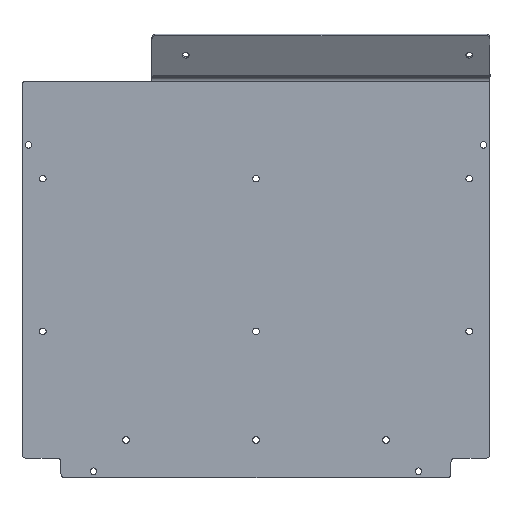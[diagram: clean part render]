
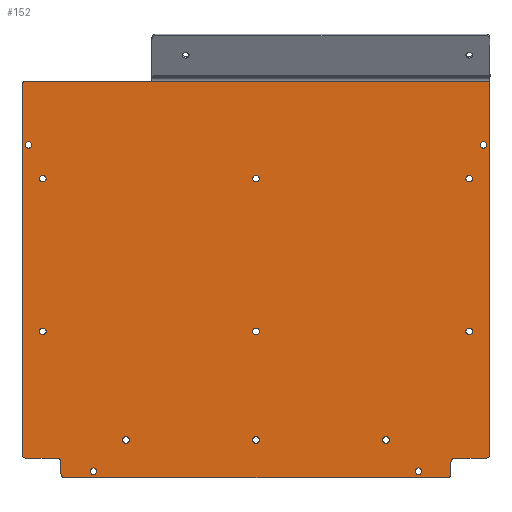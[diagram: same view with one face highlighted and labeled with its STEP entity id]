
A CAD part, top view. The second image highlights one B-rep face of the part: STEP entity #152.
In plain terms, the highlighted planar face has unit normal (0, 0, 1).
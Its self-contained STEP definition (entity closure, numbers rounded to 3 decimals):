
#152=ADVANCED_FACE('',(#623,#625,#627,#629,#631,#633,#635,#637,#639,#641,#643,#645,
#647,#649),#651,.T.);
#623=FACE_BOUND('',#624,.T.);
#624=EDGE_LOOP('',(#1036,#1037,#1038,#1039,#1040,#1041,#1042,#1043,#1044,#1045,#1046,
#1047,#1048,#1049,#1050,#1051));
#625=FACE_BOUND('',#626,.T.);
#626=EDGE_LOOP('',(#1052));
#627=FACE_BOUND('',#628,.T.);
#628=EDGE_LOOP('',(#1053));
#629=FACE_BOUND('',#630,.T.);
#630=EDGE_LOOP('',(#1054));
#631=FACE_BOUND('',#632,.T.);
#632=EDGE_LOOP('',(#1055));
#633=FACE_BOUND('',#634,.T.);
#634=EDGE_LOOP('',(#1056));
#635=FACE_BOUND('',#636,.T.);
#636=EDGE_LOOP('',(#1057));
#637=FACE_BOUND('',#638,.T.);
#638=EDGE_LOOP('',(#1058));
#639=FACE_BOUND('',#640,.T.);
#640=EDGE_LOOP('',(#1059));
#641=FACE_BOUND('',#642,.T.);
#642=EDGE_LOOP('',(#1060));
#643=FACE_BOUND('',#644,.T.);
#644=EDGE_LOOP('',(#1061));
#645=FACE_BOUND('',#646,.T.);
#646=EDGE_LOOP('',(#1062));
#647=FACE_BOUND('',#648,.T.);
#648=EDGE_LOOP('',(#1063));
#649=FACE_BOUND('',#650,.T.);
#650=EDGE_LOOP('',(#1064));
#651=PLANE('',#652);
#652=AXIS2_PLACEMENT_3D('',#653,#654,#655);
#653=CARTESIAN_POINT('',(0.,0.,2.));
#654=DIRECTION('',(0.,0.,1.));
#655=DIRECTION('',(-1.,0.,0.));
#1036=ORIENTED_EDGE('',*,*,#1258,.F.);
#1037=ORIENTED_EDGE('',*,*,#1227,.T.);
#1038=ORIENTED_EDGE('',*,*,#1259,.F.);
#1039=ORIENTED_EDGE('',*,*,#1260,.T.);
#1040=ORIENTED_EDGE('',*,*,#1261,.F.);
#1041=ORIENTED_EDGE('',*,*,#1262,.T.);
#1042=ORIENTED_EDGE('',*,*,#1263,.F.);
#1043=ORIENTED_EDGE('',*,*,#1264,.T.);
#1044=ORIENTED_EDGE('',*,*,#1265,.F.);
#1045=ORIENTED_EDGE('',*,*,#1266,.T.);
#1046=ORIENTED_EDGE('',*,*,#1267,.F.);
#1047=ORIENTED_EDGE('',*,*,#1268,.T.);
#1048=ORIENTED_EDGE('',*,*,#1269,.F.);
#1049=ORIENTED_EDGE('',*,*,#1270,.T.);
#1050=ORIENTED_EDGE('',*,*,#1229,.T.);
#1051=ORIENTED_EDGE('',*,*,#1271,.T.);
#1052=ORIENTED_EDGE('',*,*,#1272,.T.);
#1053=ORIENTED_EDGE('',*,*,#1273,.T.);
#1054=ORIENTED_EDGE('',*,*,#1274,.T.);
#1055=ORIENTED_EDGE('',*,*,#1275,.T.);
#1056=ORIENTED_EDGE('',*,*,#1276,.T.);
#1057=ORIENTED_EDGE('',*,*,#1277,.T.);
#1058=ORIENTED_EDGE('',*,*,#1278,.T.);
#1059=ORIENTED_EDGE('',*,*,#1279,.T.);
#1060=ORIENTED_EDGE('',*,*,#1280,.T.);
#1061=ORIENTED_EDGE('',*,*,#1281,.T.);
#1062=ORIENTED_EDGE('',*,*,#1282,.T.);
#1063=ORIENTED_EDGE('',*,*,#1283,.T.);
#1064=ORIENTED_EDGE('',*,*,#1284,.T.);
#1227=EDGE_CURVE('',#1366,#1371,#1373,.T.);
#1229=EDGE_CURVE('',#1376,#1374,#1377,.T.);
#1258=EDGE_CURVE('',#1366,#1431,#1432,.F.);
#1259=EDGE_CURVE('',#1433,#1371,#1434,.F.);
#1260=EDGE_CURVE('',#1433,#1435,#1436,.F.);
#1261=EDGE_CURVE('',#1437,#1435,#1438,.F.);
#1262=EDGE_CURVE('',#1437,#1439,#1440,.F.);
#1263=EDGE_CURVE('',#1441,#1439,#1442,.F.);
#1264=EDGE_CURVE('',#1441,#1443,#1444,.T.);
#1265=EDGE_CURVE('',#1445,#1443,#1446,.F.);
#1266=EDGE_CURVE('',#1445,#1447,#1448,.F.);
#1267=EDGE_CURVE('',#1449,#1447,#1450,.F.);
#1268=EDGE_CURVE('',#1449,#1451,#1452,.F.);
#1269=EDGE_CURVE('',#1453,#1451,#1454,.F.);
#1270=EDGE_CURVE('',#1453,#1376,#1455,.T.);
#1271=EDGE_CURVE('',#1374,#1431,#1456,.F.);
#1272=EDGE_CURVE('',#1457,#1457,#1458,.F.);
#1273=EDGE_CURVE('',#1459,#1459,#1460,.F.);
#1274=EDGE_CURVE('',#1461,#1461,#1462,.F.);
#1275=EDGE_CURVE('',#1463,#1463,#1464,.F.);
#1276=EDGE_CURVE('',#1465,#1465,#1466,.F.);
#1277=EDGE_CURVE('',#1467,#1467,#1468,.F.);
#1278=EDGE_CURVE('',#1469,#1469,#1470,.F.);
#1279=EDGE_CURVE('',#1471,#1471,#1472,.F.);
#1280=EDGE_CURVE('',#1473,#1473,#1474,.F.);
#1281=EDGE_CURVE('',#1475,#1475,#1476,.F.);
#1282=EDGE_CURVE('',#1477,#1477,#1478,.F.);
#1283=EDGE_CURVE('',#1479,#1479,#1480,.F.);
#1284=EDGE_CURVE('',#1481,#1481,#1482,.F.);
#1366=VERTEX_POINT('',#1644);
#1371=VERTEX_POINT('',#1653);
#1373=LINE('',#1657,#1658);
#1374=VERTEX_POINT('',#1660);
#1376=VERTEX_POINT('',#1665);
#1377=LINE('',#1666,#1667);
#1431=VERTEX_POINT('',#1799);
#1432=CIRCLE('',#1800,3.);
#1433=VERTEX_POINT('',#1804);
#1434=CIRCLE('',#1805,3.);
#1435=VERTEX_POINT('',#1809);
#1436=LINE('',#1810,#1811);
#1437=VERTEX_POINT('',#1813);
#1438=CIRCLE('',#1814,3.);
#1439=VERTEX_POINT('',#1818);
#1440=LINE('',#1819,#1820);
#1441=VERTEX_POINT('',#1822);
#1442=CIRCLE('',#1823,3.);
#1443=VERTEX_POINT('',#1827);
#1444=LINE('',#1828,#1829);
#1445=VERTEX_POINT('',#1831);
#1446=CIRCLE('',#1832,3.);
#1447=VERTEX_POINT('',#1836);
#1448=LINE('',#1837,#1838);
#1449=VERTEX_POINT('',#1840);
#1450=CIRCLE('',#1841,3.);
#1451=VERTEX_POINT('',#1845);
#1452=LINE('',#1846,#1847);
#1453=VERTEX_POINT('',#1849);
#1454=CIRCLE('',#1850,3.);
#1455=LINE('',#1854,#1855);
#1456=LINE('',#1857,#1858);
#1457=VERTEX_POINT('',#1860);
#1458=CIRCLE('',#1861,2.5);
#1459=VERTEX_POINT('',#1865);
#1460=CIRCLE('',#1866,2.5);
#1461=VERTEX_POINT('',#1870);
#1462=CIRCLE('',#1871,2.5);
#1463=VERTEX_POINT('',#1875);
#1464=CIRCLE('',#1876,2.5);
#1465=VERTEX_POINT('',#1880);
#1466=CIRCLE('',#1881,2.5);
#1467=VERTEX_POINT('',#1885);
#1468=CIRCLE('',#1886,2.5);
#1469=VERTEX_POINT('',#1890);
#1470=CIRCLE('',#1891,2.5);
#1471=VERTEX_POINT('',#1895);
#1472=CIRCLE('',#1896,2.5);
#1473=VERTEX_POINT('',#1900);
#1474=CIRCLE('',#1901,2.5);
#1475=VERTEX_POINT('',#1905);
#1476=CIRCLE('',#1906,2.5);
#1477=VERTEX_POINT('',#1910);
#1478=CIRCLE('',#1911,2.5);
#1479=VERTEX_POINT('',#1915);
#1480=CIRCLE('',#1916,2.5);
#1481=VERTEX_POINT('',#1920);
#1482=CIRCLE('',#1921,2.5);
#1644=CARTESIAN_POINT('',(-180.,169.,2.));
#1653=CARTESIAN_POINT('',(-180.,-115.,2.));
#1657=CARTESIAN_POINT('',(-180.,169.,2.));
#1658=VECTOR('',#1659,1.);
#1659=DIRECTION('',(0.,-1.,0.));
#1660=CARTESIAN_POINT('',(-80.,172.,2.));
#1665=CARTESIAN_POINT('',(180.,172.,2.));
#1666=CARTESIAN_POINT('',(180.,172.,2.));
#1667=VECTOR('',#1668,1.);
#1668=DIRECTION('',(-1.,0.,0.));
#1799=CARTESIAN_POINT('',(-177.,172.,2.));
#1800=AXIS2_PLACEMENT_3D('',#1801,#1802,#1803);
#1801=CARTESIAN_POINT('',(-177.,169.,2.));
#1802=DIRECTION('',(0.,0.,1.));
#1803=DIRECTION('',(0.,1.,0.));
#1804=CARTESIAN_POINT('',(-177.,-118.,2.));
#1805=AXIS2_PLACEMENT_3D('',#1806,#1807,#1808);
#1806=CARTESIAN_POINT('',(-177.,-115.,2.));
#1807=DIRECTION('',(0.,0.,1.));
#1808=DIRECTION('',(-1.,0.,0.));
#1809=CARTESIAN_POINT('',(-153.,-118.,2.));
#1810=CARTESIAN_POINT('',(-153.,-118.,2.));
#1811=VECTOR('',#1812,1.);
#1812=DIRECTION('',(-1.,0.,0.));
#1813=CARTESIAN_POINT('',(-150.,-121.,2.));
#1814=AXIS2_PLACEMENT_3D('',#1815,#1816,#1817);
#1815=CARTESIAN_POINT('',(-153.,-121.,2.));
#1816=DIRECTION('',(-0.,0.,-1.));
#1817=DIRECTION('',(0.,1.,0.));
#1818=CARTESIAN_POINT('',(-150.,-130.,2.));
#1819=CARTESIAN_POINT('',(-150.,-130.,2.));
#1820=VECTOR('',#1821,1.);
#1821=DIRECTION('',(0.,1.,0.));
#1822=CARTESIAN_POINT('',(-147.,-133.,2.));
#1823=AXIS2_PLACEMENT_3D('',#1824,#1825,#1826);
#1824=CARTESIAN_POINT('',(-147.,-130.,2.));
#1825=DIRECTION('',(0.,0.,1.));
#1826=DIRECTION('',(-1.,0.,0.));
#1827=CARTESIAN_POINT('',(147.,-133.,2.));
#1828=CARTESIAN_POINT('',(-147.,-133.,2.));
#1829=VECTOR('',#1830,1.);
#1830=DIRECTION('',(1.,0.,0.));
#1831=CARTESIAN_POINT('',(150.,-130.,2.));
#1832=AXIS2_PLACEMENT_3D('',#1833,#1834,#1835);
#1833=CARTESIAN_POINT('',(147.,-130.,2.));
#1834=DIRECTION('',(0.,0.,1.));
#1835=DIRECTION('',(0.,-1.,0.));
#1836=CARTESIAN_POINT('',(150.,-121.,2.));
#1837=CARTESIAN_POINT('',(150.,-121.,2.));
#1838=VECTOR('',#1839,1.);
#1839=DIRECTION('',(0.,-1.,0.));
#1840=CARTESIAN_POINT('',(153.,-118.,2.));
#1841=AXIS2_PLACEMENT_3D('',#1842,#1843,#1844);
#1842=CARTESIAN_POINT('',(153.,-121.,2.));
#1843=DIRECTION('',(0.,0.,-1.));
#1844=DIRECTION('',(-1.,0.,0.));
#1845=CARTESIAN_POINT('',(177.,-118.,2.));
#1846=CARTESIAN_POINT('',(177.,-118.,2.));
#1847=VECTOR('',#1848,1.);
#1848=DIRECTION('',(-1.,0.,0.));
#1849=CARTESIAN_POINT('',(180.,-115.,2.));
#1850=AXIS2_PLACEMENT_3D('',#1851,#1852,#1853);
#1851=CARTESIAN_POINT('',(177.,-115.,2.));
#1852=DIRECTION('',(0.,0.,1.));
#1853=DIRECTION('',(0.,-1.,0.));
#1854=CARTESIAN_POINT('',(180.,-115.,2.));
#1855=VECTOR('',#1856,1.);
#1856=DIRECTION('',(0.,1.,0.));
#1857=CARTESIAN_POINT('',(-177.,172.,2.));
#1858=VECTOR('',#1859,1.);
#1859=DIRECTION('',(1.,0.,0.));
#1860=CARTESIAN_POINT('',(172.5,123.,2.));
#1861=AXIS2_PLACEMENT_3D('',#1862,#1863,#1864);
#1862=CARTESIAN_POINT('',(175.,123.,2.));
#1863=DIRECTION('',(0.,0.,1.));
#1864=DIRECTION('',(-1.,0.,0.));
#1865=CARTESIAN_POINT('',(-177.5,123.,2.));
#1866=AXIS2_PLACEMENT_3D('',#1867,#1868,#1869);
#1867=CARTESIAN_POINT('',(-175.,123.,2.));
#1868=DIRECTION('',(0.,0.,1.));
#1869=DIRECTION('',(-1.,0.,0.));
#1870=CARTESIAN_POINT('',(97.5,-104.,2.));
#1871=AXIS2_PLACEMENT_3D('',#1872,#1873,#1874);
#1872=CARTESIAN_POINT('',(100.,-104.,2.));
#1873=DIRECTION('',(0.,0.,1.));
#1874=DIRECTION('',(-1.,0.,0.));
#1875=CARTESIAN_POINT('',(-102.5,-104.,2.));
#1876=AXIS2_PLACEMENT_3D('',#1877,#1878,#1879);
#1877=CARTESIAN_POINT('',(-100.,-104.,2.));
#1878=DIRECTION('',(0.,0.,1.));
#1879=DIRECTION('',(-1.,0.,0.));
#1880=CARTESIAN_POINT('',(-2.5,-104.,2.));
#1881=AXIS2_PLACEMENT_3D('',#1882,#1883,#1884);
#1882=CARTESIAN_POINT('',(0.,-104.,2.));
#1883=DIRECTION('',(0.,0.,1.));
#1884=DIRECTION('',(-1.,0.,0.));
#1885=CARTESIAN_POINT('',(122.5,-128.,2.));
#1886=AXIS2_PLACEMENT_3D('',#1887,#1888,#1889);
#1887=CARTESIAN_POINT('',(125.,-128.,2.));
#1888=DIRECTION('',(0.,0.,1.));
#1889=DIRECTION('',(-1.,0.,0.));
#1890=CARTESIAN_POINT('',(-127.5,-128.,2.));
#1891=AXIS2_PLACEMENT_3D('',#1892,#1893,#1894);
#1892=CARTESIAN_POINT('',(-125.,-128.,2.));
#1893=DIRECTION('',(0.,0.,1.));
#1894=DIRECTION('',(-1.,0.,0.));
#1895=CARTESIAN_POINT('',(-166.5,-20.5,2.));
#1896=AXIS2_PLACEMENT_3D('',#1897,#1898,#1899);
#1897=CARTESIAN_POINT('',(-164.,-20.5,2.));
#1898=DIRECTION('',(0.,0.,1.));
#1899=DIRECTION('',(-1.,0.,0.));
#1900=CARTESIAN_POINT('',(-2.5,-20.5,2.));
#1901=AXIS2_PLACEMENT_3D('',#1902,#1903,#1904);
#1902=CARTESIAN_POINT('',(0.,-20.5,2.));
#1903=DIRECTION('',(0.,0.,1.));
#1904=DIRECTION('',(-1.,0.,0.));
#1905=CARTESIAN_POINT('',(161.5,-20.5,2.));
#1906=AXIS2_PLACEMENT_3D('',#1907,#1908,#1909);
#1907=CARTESIAN_POINT('',(164.,-20.5,2.));
#1908=DIRECTION('',(0.,0.,1.));
#1909=DIRECTION('',(-1.,0.,0.));
#1910=CARTESIAN_POINT('',(161.5,97.,2.));
#1911=AXIS2_PLACEMENT_3D('',#1912,#1913,#1914);
#1912=CARTESIAN_POINT('',(164.,97.,2.));
#1913=DIRECTION('',(0.,0.,1.));
#1914=DIRECTION('',(-1.,0.,0.));
#1915=CARTESIAN_POINT('',(-2.5,97.,2.));
#1916=AXIS2_PLACEMENT_3D('',#1917,#1918,#1919);
#1917=CARTESIAN_POINT('',(0.,97.,2.));
#1918=DIRECTION('',(0.,0.,1.));
#1919=DIRECTION('',(-1.,0.,0.));
#1920=CARTESIAN_POINT('',(-166.5,97.,2.));
#1921=AXIS2_PLACEMENT_3D('',#1922,#1923,#1924);
#1922=CARTESIAN_POINT('',(-164.,97.,2.));
#1923=DIRECTION('',(0.,0.,1.));
#1924=DIRECTION('',(-1.,0.,0.));
